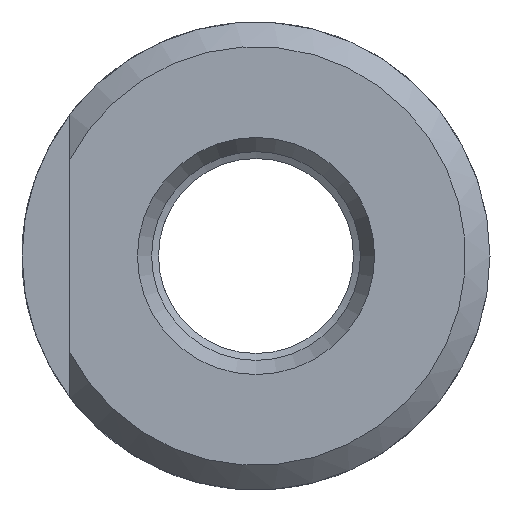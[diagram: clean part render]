
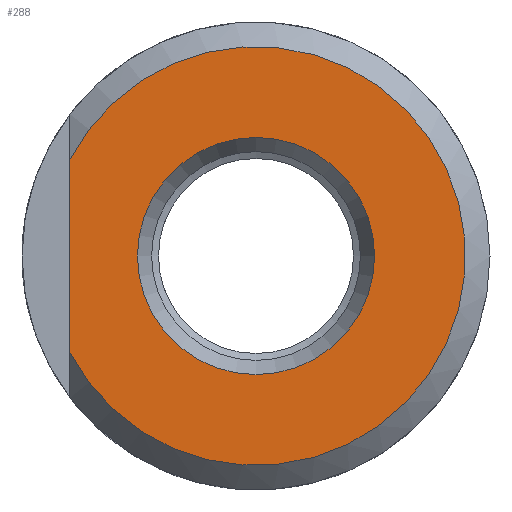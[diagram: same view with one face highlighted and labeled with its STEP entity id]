
A CAD part, left-side view. The second image highlights one B-rep face of the part: STEP entity #288.
In plain terms, the highlighted planar face has unit normal (-1, 0, 0).
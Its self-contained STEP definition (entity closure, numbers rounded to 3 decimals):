
#24=FACE_BOUND('',#86,.T.);
#32=CIRCLE('',#319,8.525);
#49=CIRCLE('',#344,4.827);
#50=CIRCLE('',#345,4.827);
#54=PLANE('',#346);
#68=FACE_OUTER_BOUND('',#85,.T.);
#85=EDGE_LOOP('',(#267,#268));
#86=EDGE_LOOP('',(#269,#270));
#90=LINE('',#530,#102);
#102=VECTOR('',#360,10.);
#122=VERTEX_POINT('',#525);
#123=VERTEX_POINT('',#529);
#143=VERTEX_POINT('',#591);
#144=VERTEX_POINT('',#593);
#154=EDGE_CURVE('',#123,#122,#90,.T.);
#162=EDGE_CURVE('',#123,#122,#32,.T.);
#185=EDGE_CURVE('',#144,#143,#49,.T.);
#186=EDGE_CURVE('',#143,#144,#50,.T.);
#267=ORIENTED_EDGE('',*,*,#154,.T.);
#268=ORIENTED_EDGE('',*,*,#162,.F.);
#269=ORIENTED_EDGE('',*,*,#185,.T.);
#270=ORIENTED_EDGE('',*,*,#186,.T.);
#288=ADVANCED_FACE('',(#68,#24),#54,.T.);
#319=AXIS2_PLACEMENT_3D('',#546,#375,#376);
#344=AXIS2_PLACEMENT_3D('',#594,#431,#432);
#345=AXIS2_PLACEMENT_3D('',#595,#433,#434);
#346=AXIS2_PLACEMENT_3D('',#596,#435,#436);
#360=DIRECTION('',(0.,0.,-1.));
#375=DIRECTION('center_axis',(1.,0.,0.));
#376=DIRECTION('ref_axis',(0.,0.,-1.));
#431=DIRECTION('center_axis',(1.,0.,0.));
#432=DIRECTION('ref_axis',(0.,0.,-1.));
#433=DIRECTION('center_axis',(1.,0.,0.));
#434=DIRECTION('ref_axis',(0.,0.,-1.));
#435=DIRECTION('center_axis',(-1.,0.,0.));
#436=DIRECTION('ref_axis',(0.,0.,1.));
#525=CARTESIAN_POINT('',(-152.4,7.575,-3.911));
#529=CARTESIAN_POINT('',(-152.4,7.575,3.911));
#530=CARTESIAN_POINT('',(-152.4,7.575,0.));
#546=CARTESIAN_POINT('Origin',(-152.4,0.,0.));
#591=CARTESIAN_POINT('',(-152.4,-4.827,0.));
#593=CARTESIAN_POINT('',(-152.4,4.827,0.));
#594=CARTESIAN_POINT('Origin',(-152.4,0.,0.));
#595=CARTESIAN_POINT('Origin',(-152.4,0.,0.));
#596=CARTESIAN_POINT('Origin',(-152.4,8.525,0.));
